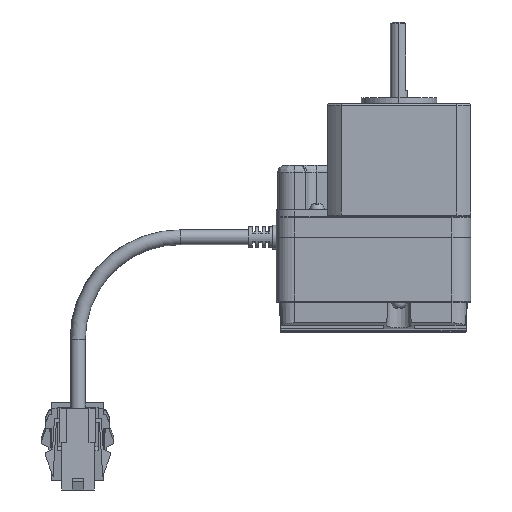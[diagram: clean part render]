
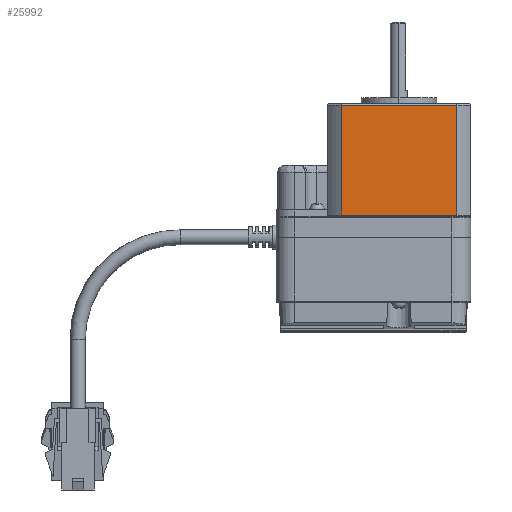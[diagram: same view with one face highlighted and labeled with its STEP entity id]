
A CAD part, left-side view. The second image highlights one B-rep face of the part: STEP entity #25992.
In plain terms, the highlighted planar face has unit normal (-1, 0, 0).
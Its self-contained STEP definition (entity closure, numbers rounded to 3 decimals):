
#852 = CARTESIAN_POINT ( 'NONE',  ( -21., 0.529, 22.5 ) ) ;
#855 = DIRECTION ( 'NONE',  ( 0., 0., 1. ) ) ;
#1471 = CARTESIAN_POINT ( 'NONE',  ( -21., 17.5, 38.5 ) ) ;
#1474 = DIRECTION ( 'NONE',  ( 0., 1., 0. ) ) ;
#1725 = CARTESIAN_POINT ( 'NONE',  ( -21., 34.471, 22.5 ) ) ;
#1728 = DIRECTION ( 'NONE',  ( 0., 0., 1. ) ) ;
#3320 = CARTESIAN_POINT ( 'NONE',  ( -21., 0.529, 38.5 ) ) ;
#3326 = CARTESIAN_POINT ( 'NONE',  ( -21., 34.471, 38.5 ) ) ;
#8242 = ORIENTED_EDGE ( 'NONE', *, *, #26456, .F. ) ;
#8243 = ORIENTED_EDGE ( 'NONE', *, *, #26501, .T. ) ;
#8244 = ORIENTED_EDGE ( 'NONE', *, *, #26680, .T. ) ;
#8245 = ORIENTED_EDGE ( 'NONE', *, *, #26809, .F. ) ;
#10135 = VERTEX_POINT ( 'NONE', #3320 ) ;
#10137 = VERTEX_POINT ( 'NONE', #3326 ) ;
#10206 = VERTEX_POINT ( 'NONE', #17661 ) ;
#10208 = VERTEX_POINT ( 'NONE', #17663 ) ;
#15168 = EDGE_LOOP ( 'NONE', ( #8242, #8243, #8244, #8245 ) ) ;
#16747 = CARTESIAN_POINT ( 'NONE',  ( -21., 34.471, 6. ) ) ;
#16748 = PLANE ( 'NONE',  #20521 ) ;
#16774 = DIRECTION ( 'NONE',  ( -1., 0., 0. ) ) ;
#16775 = DIRECTION ( 'NONE',  ( 0., -1., 0. ) ) ;
#17661 = CARTESIAN_POINT ( 'NONE',  ( -21., 34.471, 6.5 ) ) ;
#17663 = CARTESIAN_POINT ( 'NONE',  ( -21., 0.529, 6.5 ) ) ;
#19680 = FACE_OUTER_BOUND ( 'NONE', #15168, .T. ) ;
#20521 = AXIS2_PLACEMENT_3D ( 'NONE', #16747, #16774, #16775 ) ;
#23746 = DIRECTION ( 'NONE',  ( 0., 1., 0. ) ) ;
#23750 = CARTESIAN_POINT ( 'NONE',  ( -21., 17.5, 6.5 ) ) ;
#23837 = LINE ( 'NONE', #23750, #23840 ) ;
#23840 = VECTOR ( 'NONE', #23746, 1000. ) ;
#23870 = LINE ( 'NONE', #852, #23873 ) ;
#23873 = VECTOR ( 'NONE', #855, 1000. ) ;
#23993 = LINE ( 'NONE', #1471, #23996 ) ;
#23996 = VECTOR ( 'NONE', #1474, 1000. ) ;
#24078 = LINE ( 'NONE', #1725, #24079 ) ;
#24079 = VECTOR ( 'NONE', #1728, 1000. ) ;
#25992 = ADVANCED_FACE ( 'NONE', ( #19680 ), #16748, .T. ) ;
#26456 = EDGE_CURVE ( 'NONE', #10208, #10206, #23837, .T. ) ;
#26501 = EDGE_CURVE ( 'NONE', #10208, #10135, #23870, .T. ) ;
#26680 = EDGE_CURVE ( 'NONE', #10135, #10137, #23993, .T. ) ;
#26809 = EDGE_CURVE ( 'NONE', #10206, #10137, #24078, .T. ) ;
